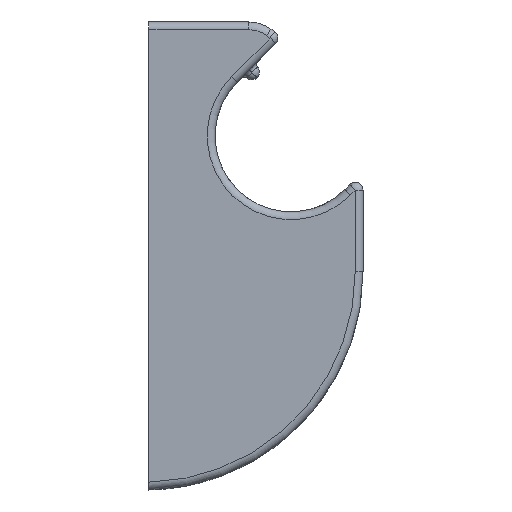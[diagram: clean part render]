
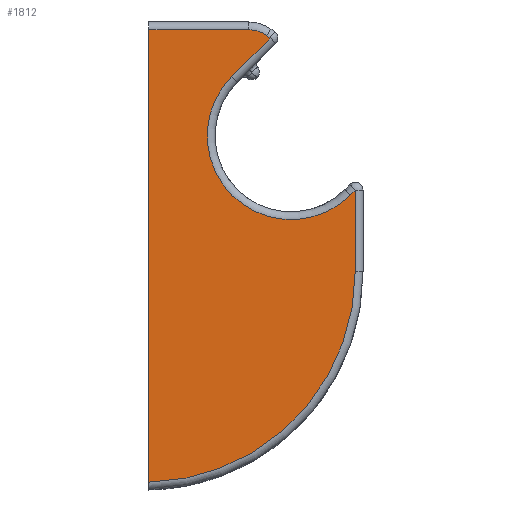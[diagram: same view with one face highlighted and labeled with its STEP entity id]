
A CAD part, front view. The second image highlights one B-rep face of the part: STEP entity #1812.
In plain terms, the highlighted planar face has unit normal (0, -1, 0).
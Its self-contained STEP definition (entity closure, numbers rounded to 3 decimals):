
#79=PLANE('',#1973);
#103=LINE('',#2944,#207);
#104=LINE('',#2946,#208);
#105=LINE('',#2950,#209);
#106=LINE('',#2952,#210);
#107=LINE('',#2956,#211);
#108=LINE('',#2957,#212);
#207=VECTOR('',#2275,10.);
#208=VECTOR('',#2276,10.);
#209=VECTOR('',#2279,10.);
#210=VECTOR('',#2280,10.);
#211=VECTOR('',#2283,10.);
#212=VECTOR('',#2284,10.);
#362=FACE_OUTER_BOUND('',#488,.T.);
#488=EDGE_LOOP('',(#1233,#1234,#1235,#1236,#1237,#1238,#1239,#1240,#1241));
#622=CIRCLE('',#1964,4.);
#629=CIRCLE('',#1974,27.);
#630=CIRCLE('',#1975,10.75);
#782=VERTEX_POINT('',#2923);
#783=VERTEX_POINT('',#2925);
#789=VERTEX_POINT('',#2943);
#790=VERTEX_POINT('',#2945);
#791=VERTEX_POINT('',#2947);
#792=VERTEX_POINT('',#2949);
#793=VERTEX_POINT('',#2951);
#794=VERTEX_POINT('',#2953);
#795=VERTEX_POINT('',#2955);
#942=EDGE_CURVE('',#782,#783,#622,.T.);
#951=EDGE_CURVE('',#789,#782,#103,.T.);
#952=EDGE_CURVE('',#790,#789,#104,.T.);
#953=EDGE_CURVE('',#791,#790,#629,.T.);
#954=EDGE_CURVE('',#792,#791,#105,.T.);
#955=EDGE_CURVE('',#793,#792,#106,.T.);
#956=EDGE_CURVE('',#794,#793,#630,.T.);
#957=EDGE_CURVE('',#795,#794,#107,.T.);
#958=EDGE_CURVE('',#783,#795,#108,.T.);
#1233=ORIENTED_EDGE('',*,*,#942,.F.);
#1234=ORIENTED_EDGE('',*,*,#951,.F.);
#1235=ORIENTED_EDGE('',*,*,#952,.F.);
#1236=ORIENTED_EDGE('',*,*,#953,.F.);
#1237=ORIENTED_EDGE('',*,*,#954,.F.);
#1238=ORIENTED_EDGE('',*,*,#955,.F.);
#1239=ORIENTED_EDGE('',*,*,#956,.F.);
#1240=ORIENTED_EDGE('',*,*,#957,.F.);
#1241=ORIENTED_EDGE('',*,*,#958,.F.);
#1812=ADVANCED_FACE('',(#362),#79,.T.);
#1964=AXIS2_PLACEMENT_3D('',#2926,#2253,#2254);
#1973=AXIS2_PLACEMENT_3D('',#2942,#2273,#2274);
#1974=AXIS2_PLACEMENT_3D('',#2948,#2277,#2278);
#1975=AXIS2_PLACEMENT_3D('',#2954,#2281,#2282);
#2253=DIRECTION('center_axis',(0.,1.,0.));
#2254=DIRECTION('ref_axis',(0.3,0.,0.954));
#2273=DIRECTION('center_axis',(0.,-1.,0.));
#2274=DIRECTION('ref_axis',(0.,0.,-1.));
#2275=DIRECTION('',(1.,0.,0.));
#2276=DIRECTION('',(0.,0.,1.));
#2277=DIRECTION('center_axis',(0.,1.,0.));
#2278=DIRECTION('ref_axis',(0.714,0.,-0.7));
#2279=DIRECTION('',(0.,0.,-1.));
#2280=DIRECTION('',(0.706,0.,0.708));
#2281=DIRECTION('center_axis',(0.,-1.,0.));
#2282=DIRECTION('ref_axis',(-0.706,0.,-0.708));
#2283=DIRECTION('',(-0.706,0.,-0.708));
#2284=DIRECTION('',(0.82,0.,-0.572));
#2923=CARTESIAN_POINT('',(12.784,-20.,29.));
#2925=CARTESIAN_POINT('',(15.073,-20.,28.281));
#2926=CARTESIAN_POINT('Origin',(12.784,-20.,25.));
#2942=CARTESIAN_POINT('Origin',(0.,-20.,30.));
#2943=CARTESIAN_POINT('',(0.,-20.,29.));
#2944=CARTESIAN_POINT('',(0.,-20.,29.));
#2945=CARTESIAN_POINT('',(0.,-20.,-29.));
#2946=CARTESIAN_POINT('',(0.,-20.,-30.));
#2947=CARTESIAN_POINT('',(26.45,-20.,-2.005));
#2948=CARTESIAN_POINT('Origin',(-0.55,-20.,-2.005));
#2949=CARTESIAN_POINT('',(26.45,-20.,8.437));
#2950=CARTESIAN_POINT('',(26.45,-20.,15.));
#2951=CARTESIAN_POINT('',(25.839,-20.,7.824));
#2952=CARTESIAN_POINT('',(24.946,-20.,6.927));
#2953=CARTESIAN_POINT('',(10.611,-20.,23.001));
#2954=CARTESIAN_POINT('Origin',(18.225,-20.,15.413));
#2955=CARTESIAN_POINT('',(15.544,-20.,27.952));
#2956=CARTESIAN_POINT('',(12.604,-20.,25.001));
#2957=CARTESIAN_POINT('',(8.956,-20.,32.548));
